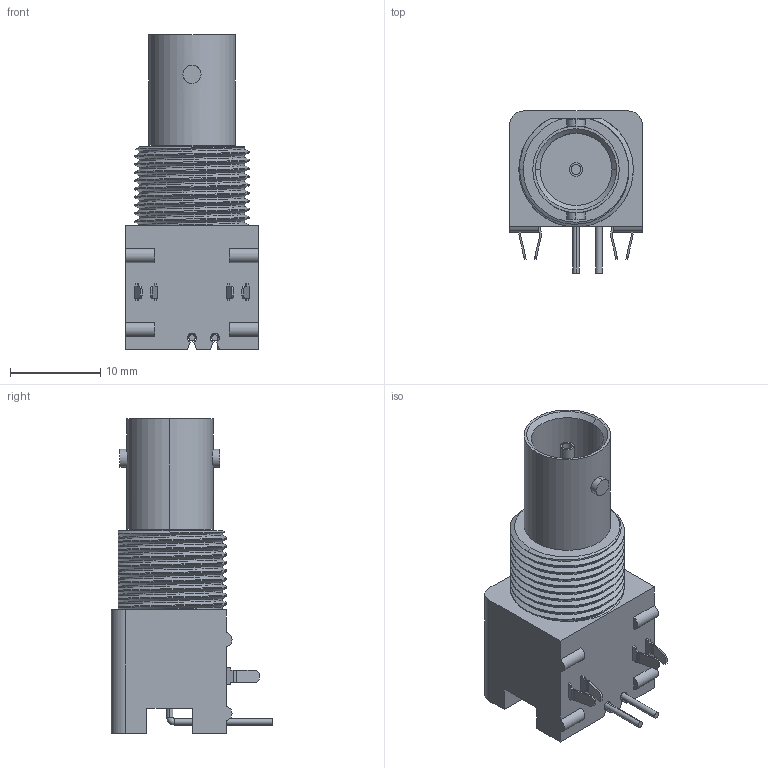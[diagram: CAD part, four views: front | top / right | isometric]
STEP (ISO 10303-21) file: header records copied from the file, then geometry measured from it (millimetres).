
FILE_DESCRIPTION (( 'STEP AP214' ), '1' );
FILE_NAME ('5415218-5.STEP', '2025-06-12T21:42:29', ( '' ), ( '' ), 'SwSTEP 2.0', 'SolidWorks 2021', '' );
FILE_SCHEMA (( 'AUTOMOTIVE_DESIGN' ));
Length unit declared in the file: millimetre
Products named in the file (1): 5415218-5
Bounding box: 14.76 x 17.97 x 34.93 mm (x, y, z)
Volume: 3769.8 mm3; surface area: 2851.1 mm2
Topology: 11 solids, 11 shells, 228 faces, 599 edges, 398 vertices
Faces by surface type: plane 108, cylinder 80, bspline 31, cone 5, torus 4
Entity records: 18056 total; most frequent: CARTESIAN_POINT 12734, ORIENTED_EDGE 1198, DIRECTION 937, EDGE_CURVE 599, VERTEX_POINT 398, AXIS2_PLACEMENT_3D 313, VECTOR 311, LINE 311
